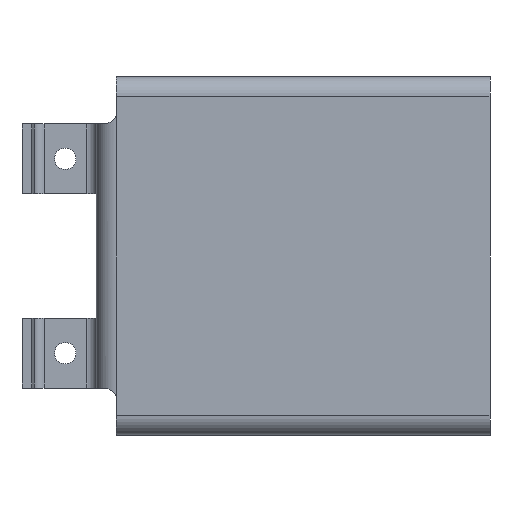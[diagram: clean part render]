
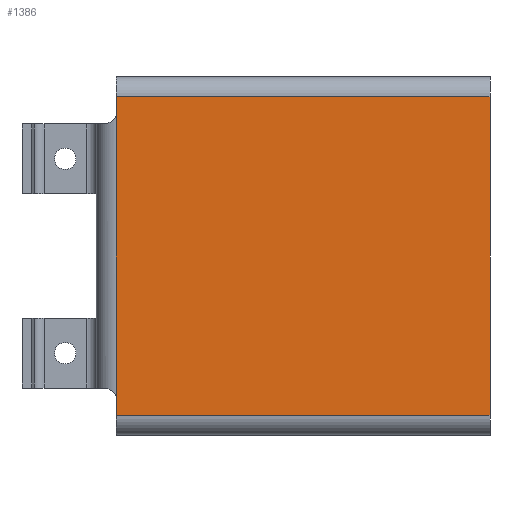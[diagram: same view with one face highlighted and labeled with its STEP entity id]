
A CAD part, front view. The second image highlights one B-rep face of the part: STEP entity #1386.
In plain terms, the highlighted planar face has unit normal (0, -1, 0).
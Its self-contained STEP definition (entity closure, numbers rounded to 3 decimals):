
#51 = DIRECTION ( 'NONE',  ( 1., 0., 0. ) ) ;
#382 = EDGE_CURVE ( 'NONE', #1740, #977, #443, .T. ) ;
#443 = LINE ( 'NONE', #988, #2683 ) ;
#488 = AXIS2_PLACEMENT_3D ( 'NONE', #2712, #1412, #1854 ) ;
#523 = EDGE_CURVE ( 'NONE', #2071, #1274, #2410, .T. ) ;
#533 = EDGE_LOOP ( 'NONE', ( #2000, #955, #575, #2652, #1393, #1567 ) ) ;
#575 = ORIENTED_EDGE ( 'NONE', *, *, #604, .T. ) ;
#596 = DIRECTION ( 'NONE',  ( 0., 0., -1. ) ) ;
#604 = EDGE_CURVE ( 'NONE', #1274, #641, #1626, .T. ) ;
#641 = VERTEX_POINT ( 'NONE', #1314 ) ;
#762 = VECTOR ( 'NONE', #961, 1000. ) ;
#796 = EDGE_CURVE ( 'NONE', #2071, #1680, #1732, .T. ) ;
#955 = ORIENTED_EDGE ( 'NONE', *, *, #523, .T. ) ;
#961 = DIRECTION ( 'NONE',  ( 0., 0., 1. ) ) ;
#970 = LINE ( 'NONE', #2399, #2063 ) ;
#977 = VERTEX_POINT ( 'NONE', #1239 ) ;
#988 = CARTESIAN_POINT ( 'NONE',  ( 37.5, -28., -68. ) ) ;
#1153 = VECTOR ( 'NONE', #51, 1000. ) ;
#1177 = CARTESIAN_POINT ( 'NONE',  ( -37.5, -28., -72. ) ) ;
#1239 = CARTESIAN_POINT ( 'NONE',  ( 37.5, -28., -68. ) ) ;
#1270 = DIRECTION ( 'NONE',  ( 0., 0., -1. ) ) ;
#1274 = VERTEX_POINT ( 'NONE', #1827 ) ;
#1314 = CARTESIAN_POINT ( 'NONE',  ( -37.5, -28., -64.5 ) ) ;
#1386 = ADVANCED_FACE ( 'NONE', ( #1689 ), #2488, .F. ) ;
#1393 = ORIENTED_EDGE ( 'NONE', *, *, #382, .T. ) ;
#1412 = DIRECTION ( 'NONE',  ( 0., 1., 0. ) ) ;
#1554 = DIRECTION ( 'NONE',  ( 1., 0., 0. ) ) ;
#1567 = ORIENTED_EDGE ( 'NONE', *, *, #2103, .T. ) ;
#1626 = LINE ( 'NONE', #2566, #2273 ) ;
#1680 = VERTEX_POINT ( 'NONE', #2379 ) ;
#1689 = FACE_OUTER_BOUND ( 'NONE', #533, .T. ) ;
#1732 = LINE ( 'NONE', #2235, #1153 ) ;
#1740 = VERTEX_POINT ( 'NONE', #1779 ) ;
#1779 = CARTESIAN_POINT ( 'NONE',  ( -37.5, -28., -68. ) ) ;
#1827 = CARTESIAN_POINT ( 'NONE',  ( -37.5, -28., -7.5 ) ) ;
#1854 = DIRECTION ( 'NONE',  ( 0., 0., 1. ) ) ;
#1891 = EDGE_CURVE ( 'NONE', #1740, #641, #1987, .T. ) ;
#1987 = LINE ( 'NONE', #1177, #762 ) ;
#2000 = ORIENTED_EDGE ( 'NONE', *, *, #796, .F. ) ;
#2063 = VECTOR ( 'NONE', #2395, 1000. ) ;
#2071 = VERTEX_POINT ( 'NONE', #2180 ) ;
#2103 = EDGE_CURVE ( 'NONE', #977, #1680, #970, .T. ) ;
#2180 = CARTESIAN_POINT ( 'NONE',  ( -37.5, -28., -4. ) ) ;
#2235 = CARTESIAN_POINT ( 'NONE',  ( 37.5, -28., -4. ) ) ;
#2273 = VECTOR ( 'NONE', #1270, 1000. ) ;
#2344 = VECTOR ( 'NONE', #596, 1000. ) ;
#2379 = CARTESIAN_POINT ( 'NONE',  ( 37.5, -28., -4. ) ) ;
#2395 = DIRECTION ( 'NONE',  ( 0., 0., 1. ) ) ;
#2399 = CARTESIAN_POINT ( 'NONE',  ( 37.5, -28., 0. ) ) ;
#2410 = LINE ( 'NONE', #2547, #2344 ) ;
#2488 = PLANE ( 'NONE',  #488 ) ;
#2547 = CARTESIAN_POINT ( 'NONE',  ( -37.5, -28., 0. ) ) ;
#2566 = CARTESIAN_POINT ( 'NONE',  ( -37.5, -28., -6.5 ) ) ;
#2652 = ORIENTED_EDGE ( 'NONE', *, *, #1891, .F. ) ;
#2683 = VECTOR ( 'NONE', #1554, 1000. ) ;
#2712 = CARTESIAN_POINT ( 'NONE',  ( 0., -28., 0. ) ) ;
